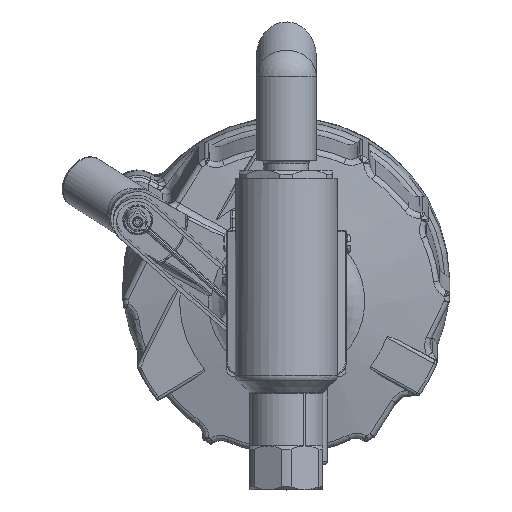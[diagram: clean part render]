
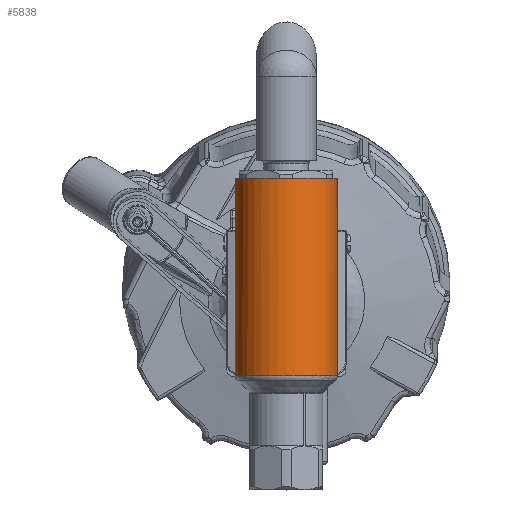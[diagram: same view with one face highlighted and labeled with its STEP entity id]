
A CAD part, top view. The second image highlights one B-rep face of the part: STEP entity #5838.
In plain terms, the highlighted cylindrical face has radius 24.384 mm (diameter 48.768 mm), a full revolution.
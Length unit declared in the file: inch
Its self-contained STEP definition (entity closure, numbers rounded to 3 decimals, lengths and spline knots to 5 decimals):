
#973=CYLINDRICAL_SURFACE('',#24396,0.96);
#3405=LINE('',#46561,#4451);
#3421=LINE('',#46817,#4467);
#3422=LINE('',#46824,#4468);
#3423=LINE('',#46825,#4469);
#4451=VECTOR('',#28952,1.);
#4467=VECTOR('',#29046,1.);
#4468=VECTOR('',#29047,1.);
#4469=VECTOR('',#29048,1.);
#5838=ADVANCED_FACE('',(#7640,#7641),#973,.T.);
#7322=B_SPLINE_CURVE_WITH_KNOTS('',3,(#46781,#46782,#46783,#46784,#46785,
#46786,#46787,#46788,#46789,#46790,#46791,#46792,#46793,#46794,#46795,#46796),
 .UNSPECIFIED.,.F.,.F.,(4,3,3,3,3,4),(0.,0.1814,0.38079,
0.58234,0.78934,1.),.UNSPECIFIED.);
#7323=B_SPLINE_CURVE_WITH_KNOTS('',3,(#46800,#46801,#46802,#46803,#46804,
#46805,#46806,#46807,#46808,#46809,#46810,#46811,#46812,#46813,#46814,#46815),
 .UNSPECIFIED.,.F.,.F.,(4,3,3,3,3,4),(0.,0.1814,0.38079,
0.58234,0.78934,1.),.UNSPECIFIED.);
#7324=B_SPLINE_CURVE_WITH_KNOTS('',3,(#46819,#46820,#46821,#46822),
 .UNSPECIFIED.,.F.,.F.,(4,4),(0.,1.),.UNSPECIFIED.);
#7640=FACE_BOUND('',#8768,.T.);
#7641=FACE_BOUND('',#8769,.T.);
#8768=EDGE_LOOP('',(#14175,#14176,#14177,#14178,#14179,#14180,#14181,#14182,
#14183,#14184));
#8769=EDGE_LOOP('',(#14185));
#14175=ORIENTED_EDGE('',*,*,#20679,.F.);
#14176=ORIENTED_EDGE('',*,*,#20680,.T.);
#14177=ORIENTED_EDGE('',*,*,#20681,.T.);
#14178=ORIENTED_EDGE('',*,*,#20682,.T.);
#14179=ORIENTED_EDGE('',*,*,#20683,.T.);
#14180=ORIENTED_EDGE('',*,*,#20684,.T.);
#14181=ORIENTED_EDGE('',*,*,#20655,.T.);
#14182=ORIENTED_EDGE('',*,*,#20685,.T.);
#14183=ORIENTED_EDGE('',*,*,#20686,.T.);
#14184=ORIENTED_EDGE('',*,*,#20620,.T.);
#14185=ORIENTED_EDGE('',*,*,#20678,.T.);
#17564=VERTEX_POINT('',#46558);
#17565=VERTEX_POINT('',#46560);
#17594=VERTEX_POINT('',#46713);
#17595=VERTEX_POINT('',#46715);
#17615=VERTEX_POINT('',#46779);
#17616=VERTEX_POINT('',#46797);
#17617=VERTEX_POINT('',#46799);
#17618=VERTEX_POINT('',#46816);
#17619=VERTEX_POINT('',#46818);
#17620=VERTEX_POINT('',#46823);
#17621=VERTEX_POINT('',#46826);
#20620=EDGE_CURVE('',#17564,#17565,#3405,.T.);
#20655=EDGE_CURVE('',#17595,#17594,#22437,.T.);
#20678=EDGE_CURVE('',#17615,#17615,#22451,.T.);
#20679=EDGE_CURVE('',#17616,#17565,#7322,.T.);
#20680=EDGE_CURVE('',#17616,#17617,#22452,.T.);
#20681=EDGE_CURVE('',#17617,#17618,#7323,.T.);
#20682=EDGE_CURVE('',#17618,#17619,#3421,.T.);
#20683=EDGE_CURVE('',#17619,#17620,#7324,.T.);
#20684=EDGE_CURVE('',#17620,#17595,#3422,.T.);
#20685=EDGE_CURVE('',#17594,#17621,#3423,.T.);
#20686=EDGE_CURVE('',#17621,#17564,#22453,.T.);
#22437=CIRCLE('',#24375,0.96);
#22451=CIRCLE('',#24392,0.96);
#22452=CIRCLE('',#24394,0.96);
#22453=CIRCLE('',#24395,0.96);
#24375=AXIS2_PLACEMENT_3D('',#46714,#28999,#29000);
#24392=AXIS2_PLACEMENT_3D('',#46778,#29040,#29041);
#24394=AXIS2_PLACEMENT_3D('',#46798,#29044,#29045);
#24395=AXIS2_PLACEMENT_3D('',#46827,#29049,#29050);
#24396=AXIS2_PLACEMENT_3D('',#46828,#29051,#29052);
#28952=DIRECTION('',(0.,1.,0.));
#28999=DIRECTION('',(0.,1.,0.));
#29000=DIRECTION('',(0.,0.,1.));
#29040=DIRECTION('',(0.,-1.,0.));
#29041=DIRECTION('',(0.,0.,1.));
#29044=DIRECTION('',(0.,1.,0.));
#29045=DIRECTION('',(0.,0.,-1.));
#29046=DIRECTION('',(0.,-1.,0.));
#29047=DIRECTION('',(0.,-1.,0.));
#29048=DIRECTION('',(0.,1.,0.));
#29049=DIRECTION('',(0.,1.,0.));
#29050=DIRECTION('',(0.,0.,1.));
#29051=DIRECTION('',(0.,-1.,0.));
#29052=DIRECTION('',(0.,0.,-1.));
#46558=CARTESIAN_POINT('',(-0.11006,4.9645,-0.95367));
#46560=CARTESIAN_POINT('',(-0.11006,5.3765,-0.95367));
#46561=CARTESIAN_POINT('',(-0.11006,-2.11931,-0.95367));
#46713=CARTESIAN_POINT('',(0.74581,2.14128,-0.60446));
#46714=CARTESIAN_POINT('',(0.,2.14128,0.));
#46715=CARTESIAN_POINT('',(-0.74581,2.14128,-0.60446));
#46778=CARTESIAN_POINT('',(0.,5.8435,0.));
#46779=CARTESIAN_POINT('',(0.,5.8435,0.96));
#46781=CARTESIAN_POINT('',(-0.25683,5.5295,-0.92501));
#46782=CARTESIAN_POINT('',(-0.24294,5.5295,-0.92887));
#46783=CARTESIAN_POINT('',(-0.2288,5.52764,-0.93244));
#46784=CARTESIAN_POINT('',(-0.21528,5.52371,-0.93555));
#46785=CARTESIAN_POINT('',(-0.20048,5.51941,-0.93896));
#46786=CARTESIAN_POINT('',(-0.18609,5.5125,-0.94188));
#46787=CARTESIAN_POINT('',(-0.17336,5.50347,-0.94422));
#46788=CARTESIAN_POINT('',(-0.16049,5.49434,-0.94658));
#46789=CARTESIAN_POINT('',(-0.14897,5.48281,-0.94842));
#46790=CARTESIAN_POINT('',(-0.13967,5.46991,-0.94979));
#46791=CARTESIAN_POINT('',(-0.13012,5.45665,-0.95119));
#46792=CARTESIAN_POINT('',(-0.12265,5.44161,-0.95215));
#46793=CARTESIAN_POINT('',(-0.11769,5.42599,-0.95276));
#46794=CARTESIAN_POINT('',(-0.11264,5.41009,-0.95338));
#46795=CARTESIAN_POINT('',(-0.11006,5.3932,-0.95367));
#46796=CARTESIAN_POINT('',(-0.11006,5.3765,-0.95367));
#46797=CARTESIAN_POINT('',(-0.25683,5.5295,-0.92501));
#46798=CARTESIAN_POINT('',(0.,5.5295,0.));
#46799=CARTESIAN_POINT('',(-0.59697,5.5295,-0.75182));
#46800=CARTESIAN_POINT('',(-0.59697,5.5295,-0.75182));
#46801=CARTESIAN_POINT('',(-0.60826,5.5295,-0.74285));
#46802=CARTESIAN_POINT('',(-0.61946,5.52764,-0.73352));
#46803=CARTESIAN_POINT('',(-0.62993,5.52371,-0.72442));
#46804=CARTESIAN_POINT('',(-0.64139,5.51941,-0.71446));
#46805=CARTESIAN_POINT('',(-0.65222,5.5125,-0.70454));
#46806=CARTESIAN_POINT('',(-0.6616,5.50347,-0.69561));
#46807=CARTESIAN_POINT('',(-0.67109,5.49434,-0.6866));
#46808=CARTESIAN_POINT('',(-0.67935,5.48281,-0.67836));
#46809=CARTESIAN_POINT('',(-0.68592,5.46991,-0.67165));
#46810=CARTESIAN_POINT('',(-0.69268,5.45665,-0.66475));
#46811=CARTESIAN_POINT('',(-0.69784,5.44161,-0.65927));
#46812=CARTESIAN_POINT('',(-0.70126,5.42599,-0.65562));
#46813=CARTESIAN_POINT('',(-0.70473,5.41009,-0.65191));
#46814=CARTESIAN_POINT('',(-0.70648,5.3932,-0.64998));
#46815=CARTESIAN_POINT('',(-0.70648,5.3765,-0.64998));
#46816=CARTESIAN_POINT('',(-0.70648,5.3765,-0.64998));
#46817=CARTESIAN_POINT('',(-0.70648,-2.11931,-0.64998));
#46818=CARTESIAN_POINT('',(-0.70648,4.8734,-0.64998));
#46819=CARTESIAN_POINT('',(-0.70648,4.8734,-0.64998));
#46820=CARTESIAN_POINT('',(-0.72044,4.87413,-0.63481));
#46821=CARTESIAN_POINT('',(-0.73433,4.87685,-0.61862));
#46822=CARTESIAN_POINT('',(-0.74581,4.88639,-0.60446));
#46823=CARTESIAN_POINT('',(-0.74581,4.88639,-0.60446));
#46824=CARTESIAN_POINT('',(-0.74581,-2.11931,-0.60446));
#46825=CARTESIAN_POINT('',(0.74581,-2.11931,-0.60446));
#46826=CARTESIAN_POINT('',(0.74581,4.9645,-0.60446));
#46827=CARTESIAN_POINT('',(0.,4.9645,0.));
#46828=CARTESIAN_POINT('',(0.,-2.11931,0.));
